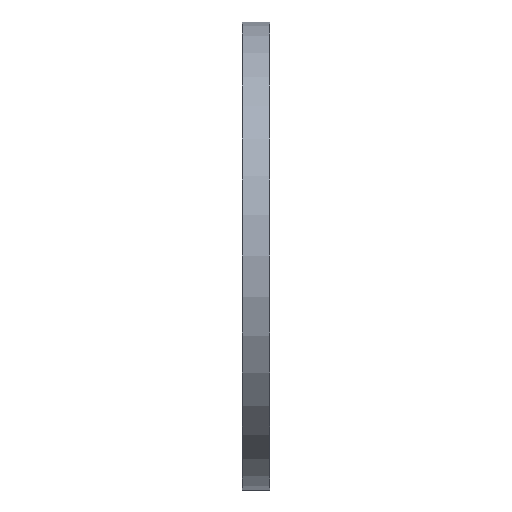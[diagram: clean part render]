
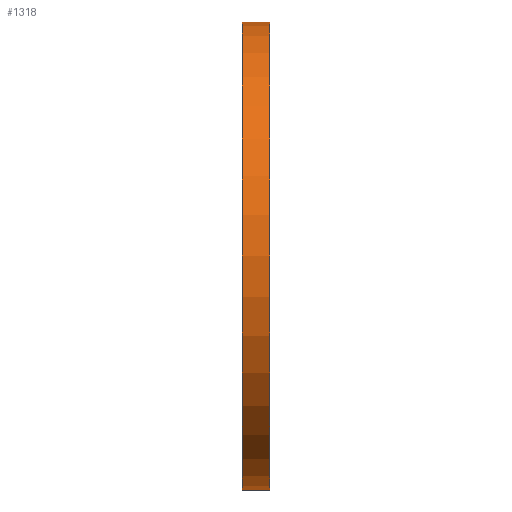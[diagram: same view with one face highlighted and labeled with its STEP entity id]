
A CAD part, front view. The second image highlights one B-rep face of the part: STEP entity #1318.
In plain terms, the highlighted cylindrical face has radius 241.3 mm (diameter 482.6 mm), a partial arc.
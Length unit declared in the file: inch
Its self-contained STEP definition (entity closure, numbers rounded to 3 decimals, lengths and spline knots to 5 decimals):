
#57 = VERTEX_POINT ( 'NONE', #58 ) ;
#58 = CARTESIAN_POINT ( 'NONE',  ( 1.1875, 0., 9.5 ) ) ;
#94 = VERTEX_POINT ( 'NONE', #1509 ) ;
#96 = DIRECTION ( 'NONE',  ( -1., 0., 0. ) ) ;
#101 = CIRCLE ( 'NONE', #447, 9.5 ) ;
#128 = DIRECTION ( 'NONE',  ( -1., 0., 0. ) ) ;
#243 = LINE ( 'NONE', #1393, #1278 ) ;
#356 = EDGE_CURVE ( 'NONE', #899, #94, #763, .T. ) ;
#359 = DIRECTION ( 'NONE',  ( 0., 0., 1. ) ) ;
#447 = AXIS2_PLACEMENT_3D ( 'NONE', #1123, #96, #359 ) ;
#525 = DIRECTION ( 'NONE',  ( -1., 0., 0. ) ) ;
#533 = DIRECTION ( 'NONE',  ( 0., 0., 1. ) ) ;
#543 = CARTESIAN_POINT ( 'NONE',  ( 1.1875, 0., 0. ) ) ;
#545 = ORIENTED_EDGE ( 'NONE', *, *, #356, .F. ) ;
#559 = CIRCLE ( 'NONE', #932, 9.5 ) ;
#571 = VERTEX_POINT ( 'NONE', #1134 ) ;
#595 = VECTOR ( 'NONE', #525, 39.37008 ) ;
#711 = ORIENTED_EDGE ( 'NONE', *, *, #833, .F. ) ;
#763 = LINE ( 'NONE', #813, #595 ) ;
#786 = ORIENTED_EDGE ( 'NONE', *, *, #1447, .T. ) ;
#813 = CARTESIAN_POINT ( 'NONE',  ( 0., 0., -9.5 ) ) ;
#833 = EDGE_CURVE ( 'NONE', #94, #571, #101, .T. ) ;
#859 = FACE_OUTER_BOUND ( 'NONE', #1405, .T. ) ;
#899 = VERTEX_POINT ( 'NONE', #1253 ) ;
#932 = AXIS2_PLACEMENT_3D ( 'NONE', #543, #1301, #533 ) ;
#1017 = ORIENTED_EDGE ( 'NONE', *, *, #1394, .T. ) ;
#1122 = DIRECTION ( 'NONE',  ( 0., 0., 1. ) ) ;
#1123 = CARTESIAN_POINT ( 'NONE',  ( 0.0625, 0., 0. ) ) ;
#1134 = CARTESIAN_POINT ( 'NONE',  ( 0.0625, 0., 9.5 ) ) ;
#1253 = CARTESIAN_POINT ( 'NONE',  ( 1.1875, 0., -9.5 ) ) ;
#1278 = VECTOR ( 'NONE', #1644, 39.37008 ) ;
#1301 = DIRECTION ( 'NONE',  ( -1., 0., 0. ) ) ;
#1318 = ADVANCED_FACE ( 'NONE', ( #859 ), #1364, .T. ) ;
#1364 = CYLINDRICAL_SURFACE ( 'NONE', #1462, 9.5 ) ;
#1372 = CARTESIAN_POINT ( 'NONE',  ( 0., 0., 0. ) ) ;
#1393 = CARTESIAN_POINT ( 'NONE',  ( 0., 0., 9.5 ) ) ;
#1394 = EDGE_CURVE ( 'NONE', #57, #571, #243, .T. ) ;
#1405 = EDGE_LOOP ( 'NONE', ( #545, #786, #1017, #711 ) ) ;
#1447 = EDGE_CURVE ( 'NONE', #899, #57, #559, .T. ) ;
#1462 = AXIS2_PLACEMENT_3D ( 'NONE', #1372, #128, #1122 ) ;
#1509 = CARTESIAN_POINT ( 'NONE',  ( 0.0625, 0., -9.5 ) ) ;
#1644 = DIRECTION ( 'NONE',  ( -1., 0., 0. ) ) ;
